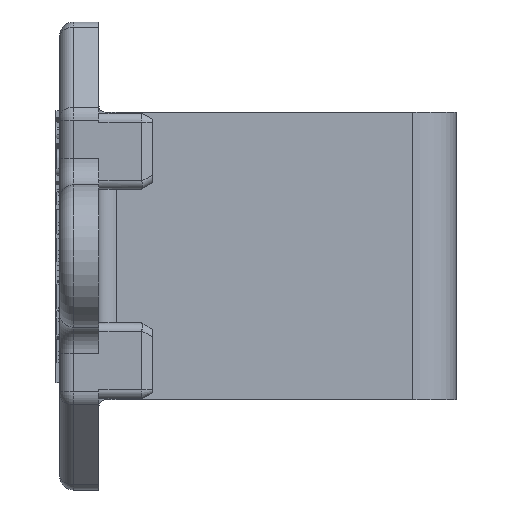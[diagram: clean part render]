
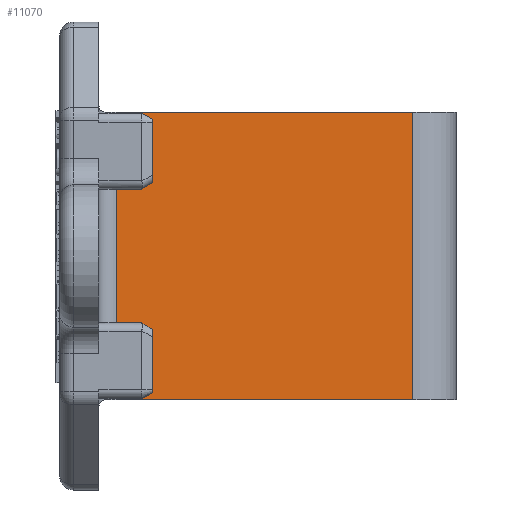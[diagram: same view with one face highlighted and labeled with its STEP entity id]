
A CAD part, left-side view. The second image highlights one B-rep face of the part: STEP entity #11070.
In plain terms, the highlighted planar face has unit normal (-1, -0.028, 0).
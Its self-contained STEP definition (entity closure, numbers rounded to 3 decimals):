
#1634=ORIENTED_EDGE('',*,*,#4651,.F.);
#1635=ORIENTED_EDGE('',*,*,#4652,.F.);
#1636=ORIENTED_EDGE('',*,*,#4653,.T.);
#1637=ORIENTED_EDGE('',*,*,#4654,.F.);
#4651=EDGE_CURVE('',#6170,#6171,#7246,.T.);
#4652=EDGE_CURVE('',#6172,#6170,#7247,.T.);
#4653=EDGE_CURVE('',#6172,#6173,#7248,.T.);
#4654=EDGE_CURVE('',#6171,#6173,#7249,.T.);
#6170=VERTEX_POINT('',#17221);
#6171=VERTEX_POINT('',#17222);
#6172=VERTEX_POINT('',#17224);
#6173=VERTEX_POINT('',#17226);
#7246=LINE('',#17220,#8560);
#7247=LINE('',#17223,#8561);
#7248=LINE('',#17225,#8562);
#7249=LINE('',#17227,#8563);
#8560=VECTOR('',#13596,1000.);
#8561=VECTOR('',#13597,1000.);
#8562=VECTOR('',#13598,1000.);
#8563=VECTOR('',#13599,1000.);
#9310=EDGE_LOOP('',(#1634,#1635,#1636,#1637));
#9975=FACE_BOUND('',#9310,.T.);
#10602=PLANE('',#11792);
#11070=ADVANCED_FACE('',(#9975),#10602,.T.);
#11792=AXIS2_PLACEMENT_3D('',#17219,#13594,#13595);
#13594=DIRECTION('',(-1.,-0.028,0.));
#13595=DIRECTION('',(0.028,-1.,0.));
#13596=DIRECTION('',(0.028,-1.,0.));
#13597=DIRECTION('',(0.,0.,1.));
#13598=DIRECTION('',(0.028,-1.,0.));
#13599=DIRECTION('',(0.,0.,-1.));
#17219=CARTESIAN_POINT('',(102.832,20.,192.));
#17220=CARTESIAN_POINT('',(103.967,-19.883,208.05));
#17221=CARTESIAN_POINT('',(102.859,19.028,208.05));
#17222=CARTESIAN_POINT('',(103.332,2.429,208.05));
#17223=CARTESIAN_POINT('',(102.859,19.028,191.95));
#17224=CARTESIAN_POINT('',(102.859,19.028,191.95));
#17225=CARTESIAN_POINT('',(103.967,-19.883,191.95));
#17226=CARTESIAN_POINT('',(103.332,2.429,191.95));
#17227=CARTESIAN_POINT('',(103.332,2.429,192.));
